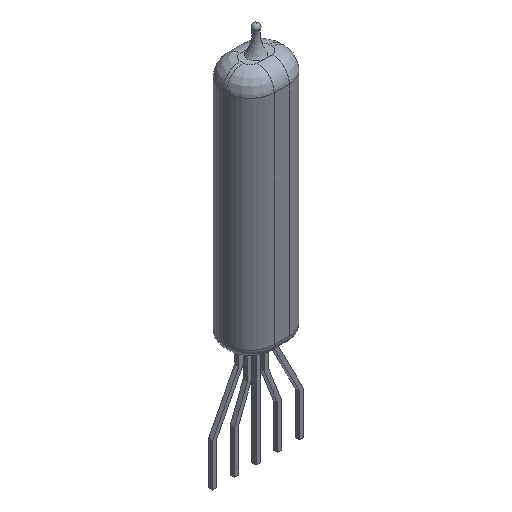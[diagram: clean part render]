
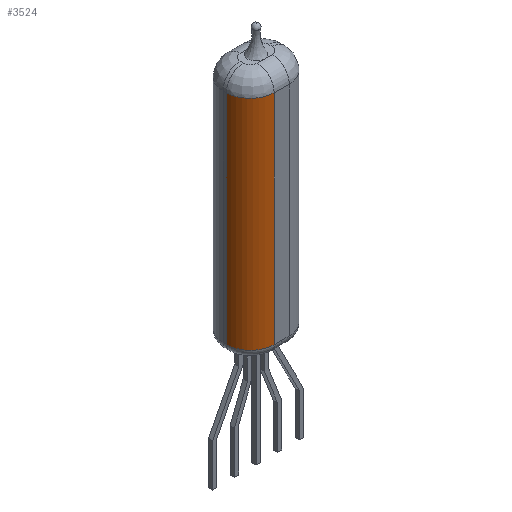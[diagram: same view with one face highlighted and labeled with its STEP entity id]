
A CAD part, isometric view. The second image highlights one B-rep face of the part: STEP entity #3524.
In plain terms, the highlighted cylindrical face has radius 2.8 mm (diameter 5.6 mm), a partial arc.
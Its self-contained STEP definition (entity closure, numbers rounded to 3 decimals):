
#3149 = PLANE('',#3150);
#3150 = AXIS2_PLACEMENT_3D('',#3151,#3152,#3153);
#3151 = CARTESIAN_POINT('',(1.397,2.997,10.));
#3152 = DIRECTION('',(-1.,0.,0.));
#3153 = DIRECTION('',(0.,0.,1.));
#3174 = VERTEX_POINT('',#3175);
#3175 = CARTESIAN_POINT('',(1.397,-0.197,11.));
#3201 = EDGE_CURVE('',#3174,#3202,#3204,.T.);
#3202 = VERTEX_POINT('',#3203);
#3203 = CARTESIAN_POINT('',(1.397,-0.197,36.575));
#3204 = SURFACE_CURVE('',#3205,(#3209,#3216),.PCURVE_S1.);
#3205 = LINE('',#3206,#3207);
#3206 = CARTESIAN_POINT('',(1.397,-0.197,10.));
#3207 = VECTOR('',#3208,1.);
#3208 = DIRECTION('',(0.,0.,1.));
#3209 = PCURVE('',#3149,#3210);
#3210 = DEFINITIONAL_REPRESENTATION('',(#3211),#3215);
#3211 = LINE('',#3212,#3213);
#3212 = CARTESIAN_POINT('',(0.,-3.194));
#3213 = VECTOR('',#3214,1.);
#3214 = DIRECTION('',(1.,0.));
#3215 = ( GEOMETRIC_REPRESENTATION_CONTEXT(2) 
PARAMETRIC_REPRESENTATION_CONTEXT() REPRESENTATION_CONTEXT('2D SPACE',''
  ) );
#3216 = PCURVE('',#3217,#3222);
#3217 = CYLINDRICAL_SURFACE('',#3218,2.8);
#3218 = AXIS2_PLACEMENT_3D('',#3219,#3220,#3221);
#3219 = CARTESIAN_POINT('',(4.197,-0.197,10.));
#3220 = DIRECTION('',(0.,0.,1.));
#3221 = DIRECTION('',(-1.,0.,0.));
#3222 = DEFINITIONAL_REPRESENTATION('',(#3223),#3227);
#3223 = LINE('',#3224,#3225);
#3224 = CARTESIAN_POINT('',(0.,0.));
#3225 = VECTOR('',#3226,1.);
#3226 = DIRECTION('',(0.,1.));
#3227 = ( GEOMETRIC_REPRESENTATION_CONTEXT(2) 
PARAMETRIC_REPRESENTATION_CONTEXT() REPRESENTATION_CONTEXT('2D SPACE',''
  ) );
#3374 = TOROIDAL_SURFACE('',#3375,1.8,1.);
#3375 = AXIS2_PLACEMENT_3D('',#3376,#3377,#3378);
#3376 = CARTESIAN_POINT('',(4.197,-0.197,11.));
#3377 = DIRECTION('',(0.,0.,1.));
#3378 = DIRECTION('',(0.,-1.,0.));
#3476 = SURFACE_OF_REVOLUTION('',#3477,#3490);
#3477 = B_SPLINE_CURVE_WITH_KNOTS('',6,(#3478,#3479,#3480,#3481,#3482,
    #3483,#3484,#3485,#3486,#3487,#3488,#3489),.UNSPECIFIED.,.F.,.F.,(7,
    5,7),(4.712,5.498,6.283),.UNSPECIFIED.);
#3478 = CARTESIAN_POINT('',(3.397,-0.197,38.575));
#3479 = CARTESIAN_POINT('',(3.135,-0.197,38.575));
#3480 = CARTESIAN_POINT('',(2.873,-0.197,38.534));
#3481 = CARTESIAN_POINT('',(2.62,-0.197,38.452));
#3482 = CARTESIAN_POINT('',(2.382,-0.197,38.33));
#3483 = CARTESIAN_POINT('',(2.168,-0.197,38.174));
#3484 = CARTESIAN_POINT('',(1.798,-0.197,37.804));
#3485 = CARTESIAN_POINT('',(1.642,-0.197,37.59));
#3486 = CARTESIAN_POINT('',(1.52,-0.197,37.352));
#3487 = CARTESIAN_POINT('',(1.438,-0.197,37.099));
#3488 = CARTESIAN_POINT('',(1.397,-0.197,36.837));
#3489 = CARTESIAN_POINT('',(1.397,-0.197,36.575));
#3490 = AXIS1_PLACEMENT('',#3491,#3492);
#3491 = CARTESIAN_POINT('',(4.197,-0.197,36.575));
#3492 = DIRECTION('',(0.,0.,-1.));
#3524 = ADVANCED_FACE('',(#3525),#3217,.T.);
#3525 = FACE_BOUND('',#3526,.T.);
#3526 = EDGE_LOOP('',(#3527,#3528,#3552,#3580));
#3527 = ORIENTED_EDGE('',*,*,#3201,.F.);
#3528 = ORIENTED_EDGE('',*,*,#3529,.F.);
#3529 = EDGE_CURVE('',#3530,#3174,#3532,.T.);
#3530 = VERTEX_POINT('',#3531);
#3531 = CARTESIAN_POINT('',(4.197,-2.997,11.));
#3532 = SURFACE_CURVE('',#3533,(#3538,#3545),.PCURVE_S1.);
#3533 = CIRCLE('',#3534,2.8);
#3534 = AXIS2_PLACEMENT_3D('',#3535,#3536,#3537);
#3535 = CARTESIAN_POINT('',(4.197,-0.197,11.));
#3536 = DIRECTION('',(0.,0.,-1.));
#3537 = DIRECTION('',(0.,-1.,0.));
#3538 = PCURVE('',#3217,#3539);
#3539 = DEFINITIONAL_REPRESENTATION('',(#3540),#3544);
#3540 = LINE('',#3541,#3542);
#3541 = CARTESIAN_POINT('',(1.571,1.));
#3542 = VECTOR('',#3543,1.);
#3543 = DIRECTION('',(-1.,0.));
#3544 = ( GEOMETRIC_REPRESENTATION_CONTEXT(2) 
PARAMETRIC_REPRESENTATION_CONTEXT() REPRESENTATION_CONTEXT('2D SPACE',''
  ) );
#3545 = PCURVE('',#3374,#3546);
#3546 = DEFINITIONAL_REPRESENTATION('',(#3547),#3551);
#3547 = LINE('',#3548,#3549);
#3548 = CARTESIAN_POINT('',(0.,6.283));
#3549 = VECTOR('',#3550,1.);
#3550 = DIRECTION('',(-1.,0.));
#3551 = ( GEOMETRIC_REPRESENTATION_CONTEXT(2) 
PARAMETRIC_REPRESENTATION_CONTEXT() REPRESENTATION_CONTEXT('2D SPACE',''
  ) );
#3552 = ORIENTED_EDGE('',*,*,#3553,.T.);
#3553 = EDGE_CURVE('',#3530,#3554,#3556,.T.);
#3554 = VERTEX_POINT('',#3555);
#3555 = CARTESIAN_POINT('',(4.197,-2.997,36.575));
#3556 = SURFACE_CURVE('',#3557,(#3561,#3568),.PCURVE_S1.);
#3557 = LINE('',#3558,#3559);
#3558 = CARTESIAN_POINT('',(4.197,-2.997,10.));
#3559 = VECTOR('',#3560,1.);
#3560 = DIRECTION('',(0.,0.,1.));
#3561 = PCURVE('',#3217,#3562);
#3562 = DEFINITIONAL_REPRESENTATION('',(#3563),#3567);
#3563 = LINE('',#3564,#3565);
#3564 = CARTESIAN_POINT('',(1.571,0.));
#3565 = VECTOR('',#3566,1.);
#3566 = DIRECTION('',(0.,1.));
#3567 = ( GEOMETRIC_REPRESENTATION_CONTEXT(2) 
PARAMETRIC_REPRESENTATION_CONTEXT() REPRESENTATION_CONTEXT('2D SPACE',''
  ) );
#3568 = PCURVE('',#3569,#3574);
#3569 = PLANE('',#3570);
#3570 = AXIS2_PLACEMENT_3D('',#3571,#3572,#3573);
#3571 = CARTESIAN_POINT('',(1.397,-2.997,10.));
#3572 = DIRECTION('',(0.,-1.,0.));
#3573 = DIRECTION('',(0.,0.,-1.));
#3574 = DEFINITIONAL_REPRESENTATION('',(#3575),#3579);
#3575 = LINE('',#3576,#3577);
#3576 = CARTESIAN_POINT('',(0.,2.8));
#3577 = VECTOR('',#3578,1.);
#3578 = DIRECTION('',(-1.,0.));
#3579 = ( GEOMETRIC_REPRESENTATION_CONTEXT(2) 
PARAMETRIC_REPRESENTATION_CONTEXT() REPRESENTATION_CONTEXT('2D SPACE',''
  ) );
#3580 = ORIENTED_EDGE('',*,*,#3581,.F.);
#3581 = EDGE_CURVE('',#3202,#3554,#3582,.T.);
#3582 = SURFACE_CURVE('',#3583,(#3588,#3595),.PCURVE_S1.);
#3583 = CIRCLE('',#3584,2.8);
#3584 = AXIS2_PLACEMENT_3D('',#3585,#3586,#3587);
#3585 = CARTESIAN_POINT('',(4.197,-0.197,36.575));
#3586 = DIRECTION('',(0.,0.,1.));
#3587 = DIRECTION('',(-1.,0.,0.));
#3588 = PCURVE('',#3217,#3589);
#3589 = DEFINITIONAL_REPRESENTATION('',(#3590),#3594);
#3590 = LINE('',#3591,#3592);
#3591 = CARTESIAN_POINT('',(0.,26.575));
#3592 = VECTOR('',#3593,1.);
#3593 = DIRECTION('',(1.,0.));
#3594 = ( GEOMETRIC_REPRESENTATION_CONTEXT(2) 
PARAMETRIC_REPRESENTATION_CONTEXT() REPRESENTATION_CONTEXT('2D SPACE',''
  ) );
#3595 = PCURVE('',#3476,#3596);
#3596 = DEFINITIONAL_REPRESENTATION('',(#3597),#3601);
#3597 = LINE('',#3598,#3599);
#3598 = CARTESIAN_POINT('',(0.,6.283));
#3599 = VECTOR('',#3600,1.);
#3600 = DIRECTION('',(-1.,0.));
#3601 = ( GEOMETRIC_REPRESENTATION_CONTEXT(2) 
PARAMETRIC_REPRESENTATION_CONTEXT() REPRESENTATION_CONTEXT('2D SPACE',''
  ) );
